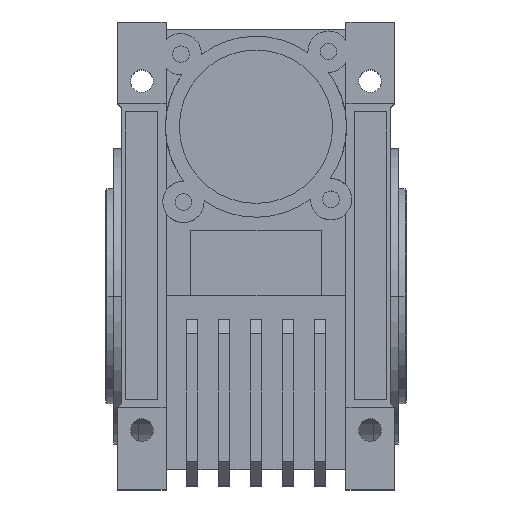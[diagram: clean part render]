
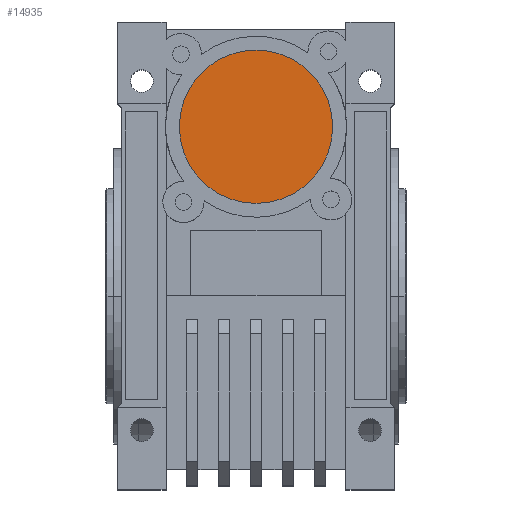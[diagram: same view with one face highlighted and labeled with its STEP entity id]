
A CAD part, top view. The second image highlights one B-rep face of the part: STEP entity #14935.
In plain terms, the highlighted planar face has unit normal (0, 0, 1).
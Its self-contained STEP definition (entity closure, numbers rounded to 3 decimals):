
#680 = FACE_OUTER_BOUND ( 'NONE', #17492, .T. ) ;
#1169 = CIRCLE ( 'NONE', #6940, 28.55 ) ;
#2358 = CARTESIAN_POINT ( 'NONE',  ( 0., 63., 70.92 ) ) ;
#3978 = PLANE ( 'NONE',  #13644 ) ;
#6940 = AXIS2_PLACEMENT_3D ( 'NONE', #12161, #8868, #20654 ) ;
#8868 = DIRECTION ( 'NONE',  ( 0., 0., 1. ) ) ;
#9413 = CARTESIAN_POINT ( 'NONE',  ( 28.55, 63., 70.92 ) ) ;
#11762 = DIRECTION ( 'NONE',  ( 1., 0., 0. ) ) ;
#11840 = DIRECTION ( 'NONE',  ( 0., 0., 1. ) ) ;
#12161 = CARTESIAN_POINT ( 'NONE',  ( 0., 63., 70.92 ) ) ;
#12334 = DIRECTION ( 'NONE',  ( 0., 0., 1. ) ) ;
#12435 = EDGE_CURVE ( 'NONE', #21716, #13706, #1169, .T. ) ;
#12598 = CARTESIAN_POINT ( 'NONE',  ( -28.55, 63., 70.92 ) ) ;
#13644 = AXIS2_PLACEMENT_3D ( 'NONE', #2358, #12334, #15833 ) ;
#13706 = VERTEX_POINT ( 'NONE', #9413 ) ;
#14935 = ADVANCED_FACE ( 'NONE', ( #680 ), #3978, .T. ) ;
#15833 = DIRECTION ( 'NONE',  ( 1., 0., 0. ) ) ;
#16192 = AXIS2_PLACEMENT_3D ( 'NONE', #21892, #11840, #11762 ) ;
#16315 = CIRCLE ( 'NONE', #16192, 28.55 ) ;
#16747 = EDGE_CURVE ( 'NONE', #13706, #21716, #16315, .T. ) ;
#17492 = EDGE_LOOP ( 'NONE', ( #17589, #20360 ) ) ;
#17589 = ORIENTED_EDGE ( 'NONE', *, *, #16747, .T. ) ;
#20360 = ORIENTED_EDGE ( 'NONE', *, *, #12435, .T. ) ;
#20654 = DIRECTION ( 'NONE',  ( 1., 0., 0. ) ) ;
#21716 = VERTEX_POINT ( 'NONE', #12598 ) ;
#21892 = CARTESIAN_POINT ( 'NONE',  ( 0., 63., 70.92 ) ) ;
